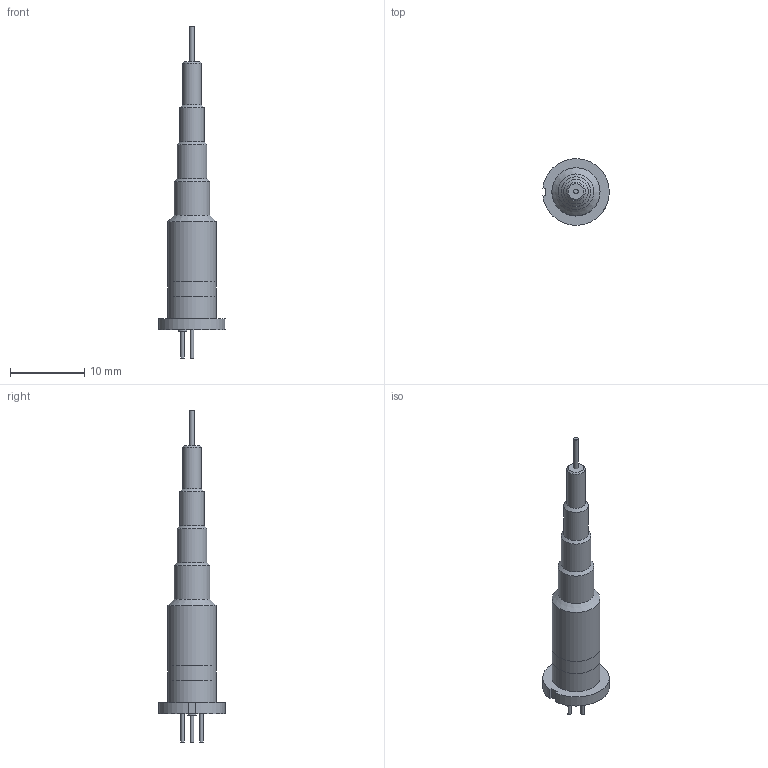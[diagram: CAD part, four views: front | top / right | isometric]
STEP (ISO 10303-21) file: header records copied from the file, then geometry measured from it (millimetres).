
FILE_DESCRIPTION(/* description */ (''),/* implementation_level */ '2;1');
FILE_NAME(/* name */ 'LASER_905D2S.stp',/* time_stamp */ '2017-05-10T08:46:30+02:00',/* author */ ('jchouvet'),/* organization */ (''),/* preprocessor_version */ 'ST-DEVELOPER v16.1',/* originating_system */ 'AutoCAD Mechanical',/* authorisation */ '');
FILE_SCHEMA (('AUTOMOTIVE_DESIGN { 1 0 10303 214 3 1 1 }'));
Length unit declared in the file: millimetre
Products named in the file (1): Product
Bounding box: 8.96 x 8.98 x 44.8 mm (x, y, z)
Volume: 800.7 mm3; surface area: 1023.2 mm2
Topology: 15 solids, 15 shells, 57 faces, 70 edges, 45 vertices
Faces by surface type: plane 35, cylinder 17, cone 5
Full cylindrical faces by diameter (mm): 0.45 x3, 0.63 x1, 1.2 x5, 2.5 x1, 3.3 x1, 4 x1, 4.8 x1, 6.5 x3
Entity records: 1077 total; most frequent: DIRECTION 204, CARTESIAN_POINT 152, ORIENTED_EDGE 98, AXIS2_PLACEMENT_3D 97, EDGE_LOOP 80, FACE_OUTER_BOUND 57, ADVANCED_FACE 57, EDGE_CURVE 49
